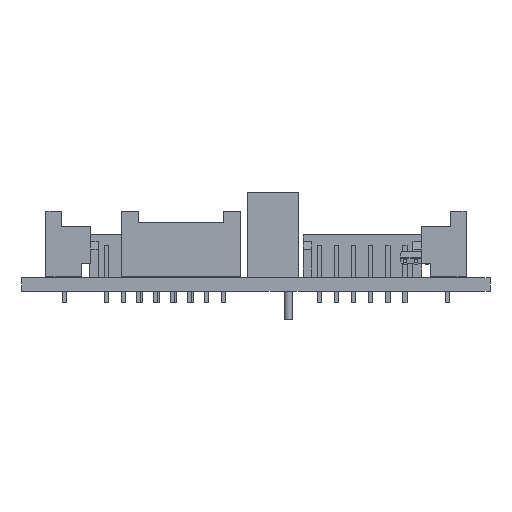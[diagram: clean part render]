
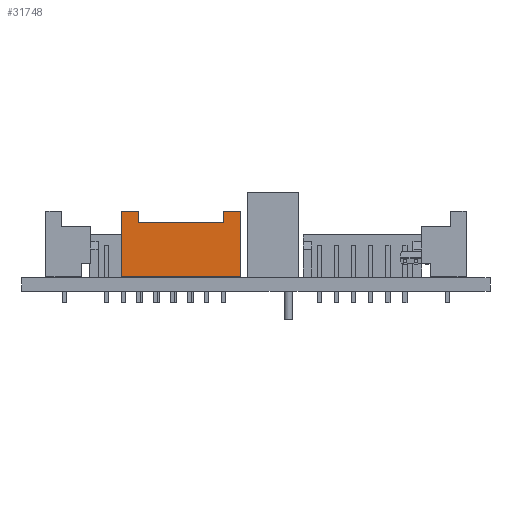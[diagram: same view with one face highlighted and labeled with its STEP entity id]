
A CAD part, front view. The second image highlights one B-rep face of the part: STEP entity #31748.
In plain terms, the highlighted face is planar.
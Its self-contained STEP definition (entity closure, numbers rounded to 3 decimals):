
#29355 = PLANE('',#29356);
#29356 = AXIS2_PLACEMENT_3D('',#29357,#29358,#29359);
#29357 = CARTESIAN_POINT('',(-7.,3.85,3.1));
#29358 = DIRECTION('',(0.,-1.,0.));
#29359 = DIRECTION('',(0.,0.,-1.));
#29786 = PLANE('',#29787);
#29787 = AXIS2_PLACEMENT_3D('',#29788,#29789,#29790);
#29788 = CARTESIAN_POINT('',(5.,2.55,-2.2));
#29789 = DIRECTION('',(1.,0.,0.));
#29790 = DIRECTION('',(0.,0.,-1.));
#29860 = PLANE('',#29861);
#29861 = AXIS2_PLACEMENT_3D('',#29862,#29863,#29864);
#29862 = CARTESIAN_POINT('',(-7.,3.85,3.1));
#29863 = DIRECTION('',(0.,-1.,0.));
#29864 = DIRECTION('',(0.,0.,-1.));
#29888 = PLANE('',#29889);
#29889 = AXIS2_PLACEMENT_3D('',#29890,#29891,#29892);
#29890 = CARTESIAN_POINT('',(-5.,2.55,-2.2));
#29891 = DIRECTION('',(-1.,0.,0.));
#29892 = DIRECTION('',(0.,0.,1.));
#29914 = PLANE('',#29915);
#29915 = AXIS2_PLACEMENT_3D('',#29916,#29917,#29918);
#29916 = CARTESIAN_POINT('',(-5.,2.55,-2.2));
#29917 = DIRECTION('',(0.,1.,0.));
#29918 = DIRECTION('',(0.,0.,1.));
#30502 = PLANE('',#30503);
#30503 = AXIS2_PLACEMENT_3D('',#30504,#30505,#30506);
#30504 = CARTESIAN_POINT('',(7.,-3.85,3.1));
#30505 = DIRECTION('',(-1.,0.,0.));
#30506 = DIRECTION('',(0.,0.,1.));
#30742 = PLANE('',#30743);
#30743 = AXIS2_PLACEMENT_3D('',#30744,#30745,#30746);
#30744 = CARTESIAN_POINT('',(-7.,-3.85,3.1));
#30745 = DIRECTION('',(1.,0.,0.));
#30746 = DIRECTION('',(0.,0.,-1.));
#30780 = VERTEX_POINT('',#30781);
#30781 = CARTESIAN_POINT('',(7.,3.85,-2.2));
#30806 = VERTEX_POINT('',#30807);
#30807 = CARTESIAN_POINT('',(5.,3.85,-2.2));
#30828 = EDGE_CURVE('',#30780,#30806,#30829,.T.);
#30829 = SURFACE_CURVE('',#30830,(#30834,#30841),.PCURVE_S1.);
#30830 = LINE('',#30831,#30832);
#30831 = CARTESIAN_POINT('',(-7.,3.85,-2.2));
#30832 = VECTOR('',#30833,1.);
#30833 = DIRECTION('',(-1.,0.,0.));
#30834 = PCURVE('',#29355,#30835);
#30835 = DEFINITIONAL_REPRESENTATION('',(#30836),#30840);
#30836 = LINE('',#30837,#30838);
#30837 = CARTESIAN_POINT('',(5.3,0.));
#30838 = VECTOR('',#30839,1.);
#30839 = DIRECTION('',(0.,-1.));
#30840 = ( GEOMETRIC_REPRESENTATION_CONTEXT(2) 
PARAMETRIC_REPRESENTATION_CONTEXT() REPRESENTATION_CONTEXT('2D SPACE',''
  ) );
#30841 = PCURVE('',#30842,#30847);
#30842 = PLANE('',#30843);
#30843 = AXIS2_PLACEMENT_3D('',#30844,#30845,#30846);
#30844 = CARTESIAN_POINT('',(-7.,3.85,-2.2));
#30845 = DIRECTION('',(0.,0.,-1.));
#30846 = DIRECTION('',(-1.,0.,0.));
#30847 = DEFINITIONAL_REPRESENTATION('',(#30848),#30852);
#30848 = LINE('',#30849,#30850);
#30849 = CARTESIAN_POINT('',(0.,0.));
#30850 = VECTOR('',#30851,1.);
#30851 = DIRECTION('',(1.,0.));
#30852 = ( GEOMETRIC_REPRESENTATION_CONTEXT(2) 
PARAMETRIC_REPRESENTATION_CONTEXT() REPRESENTATION_CONTEXT('2D SPACE',''
  ) );
#30872 = VERTEX_POINT('',#30873);
#30873 = CARTESIAN_POINT('',(-5.,2.55,-2.2));
#30896 = VERTEX_POINT('',#30897);
#30897 = CARTESIAN_POINT('',(5.,2.55,-2.2));
#30918 = EDGE_CURVE('',#30896,#30872,#30919,.T.);
#30919 = SURFACE_CURVE('',#30920,(#30924,#30931),.PCURVE_S1.);
#30920 = LINE('',#30921,#30922);
#30921 = CARTESIAN_POINT('',(-5.,2.55,-2.2));
#30922 = VECTOR('',#30923,1.);
#30923 = DIRECTION('',(-1.,0.,0.));
#30924 = PCURVE('',#29914,#30925);
#30925 = DEFINITIONAL_REPRESENTATION('',(#30926),#30930);
#30926 = LINE('',#30927,#30928);
#30927 = CARTESIAN_POINT('',(0.,0.));
#30928 = VECTOR('',#30929,1.);
#30929 = DIRECTION('',(0.,-1.));
#30930 = ( GEOMETRIC_REPRESENTATION_CONTEXT(2) 
PARAMETRIC_REPRESENTATION_CONTEXT() REPRESENTATION_CONTEXT('2D SPACE',''
  ) );
#30931 = PCURVE('',#30842,#30932);
#30932 = DEFINITIONAL_REPRESENTATION('',(#30933),#30937);
#30933 = LINE('',#30934,#30935);
#30934 = CARTESIAN_POINT('',(-2.,-1.3));
#30935 = VECTOR('',#30936,1.);
#30936 = DIRECTION('',(1.,0.));
#30937 = ( GEOMETRIC_REPRESENTATION_CONTEXT(2) 
PARAMETRIC_REPRESENTATION_CONTEXT() REPRESENTATION_CONTEXT('2D SPACE',''
  ) );
#30943 = EDGE_CURVE('',#30896,#30806,#30944,.T.);
#30944 = SURFACE_CURVE('',#30945,(#30949,#30956),.PCURVE_S1.);
#30945 = LINE('',#30946,#30947);
#30946 = CARTESIAN_POINT('',(5.,2.55,-2.2));
#30947 = VECTOR('',#30948,1.);
#30948 = DIRECTION('',(0.,1.,0.));
#30949 = PCURVE('',#29786,#30950);
#30950 = DEFINITIONAL_REPRESENTATION('',(#30951),#30955);
#30951 = LINE('',#30952,#30953);
#30952 = CARTESIAN_POINT('',(0.,0.));
#30953 = VECTOR('',#30954,1.);
#30954 = DIRECTION('',(0.,1.));
#30955 = ( GEOMETRIC_REPRESENTATION_CONTEXT(2) 
PARAMETRIC_REPRESENTATION_CONTEXT() REPRESENTATION_CONTEXT('2D SPACE',''
  ) );
#30956 = PCURVE('',#30842,#30957);
#30957 = DEFINITIONAL_REPRESENTATION('',(#30958),#30962);
#30958 = LINE('',#30959,#30960);
#30959 = CARTESIAN_POINT('',(-12.,-1.3));
#30960 = VECTOR('',#30961,1.);
#30961 = DIRECTION('',(0.,1.));
#30962 = ( GEOMETRIC_REPRESENTATION_CONTEXT(2) 
PARAMETRIC_REPRESENTATION_CONTEXT() REPRESENTATION_CONTEXT('2D SPACE',''
  ) );
#30994 = VERTEX_POINT('',#30995);
#30995 = CARTESIAN_POINT('',(-7.,3.85,-2.2));
#31016 = EDGE_CURVE('',#31017,#30994,#31019,.T.);
#31017 = VERTEX_POINT('',#31018);
#31018 = CARTESIAN_POINT('',(-5.,3.85,-2.2));
#31019 = SURFACE_CURVE('',#31020,(#31024,#31031),.PCURVE_S1.);
#31020 = LINE('',#31021,#31022);
#31021 = CARTESIAN_POINT('',(-7.,3.85,-2.2));
#31022 = VECTOR('',#31023,1.);
#31023 = DIRECTION('',(-1.,0.,0.));
#31024 = PCURVE('',#29860,#31025);
#31025 = DEFINITIONAL_REPRESENTATION('',(#31026),#31030);
#31026 = LINE('',#31027,#31028);
#31027 = CARTESIAN_POINT('',(5.3,0.));
#31028 = VECTOR('',#31029,1.);
#31029 = DIRECTION('',(0.,-1.));
#31030 = ( GEOMETRIC_REPRESENTATION_CONTEXT(2) 
PARAMETRIC_REPRESENTATION_CONTEXT() REPRESENTATION_CONTEXT('2D SPACE',''
  ) );
#31031 = PCURVE('',#30842,#31032);
#31032 = DEFINITIONAL_REPRESENTATION('',(#31033),#31037);
#31033 = LINE('',#31034,#31035);
#31034 = CARTESIAN_POINT('',(0.,0.));
#31035 = VECTOR('',#31036,1.);
#31036 = DIRECTION('',(1.,0.));
#31037 = ( GEOMETRIC_REPRESENTATION_CONTEXT(2) 
PARAMETRIC_REPRESENTATION_CONTEXT() REPRESENTATION_CONTEXT('2D SPACE',''
  ) );
#31067 = EDGE_CURVE('',#30872,#31017,#31068,.T.);
#31068 = SURFACE_CURVE('',#31069,(#31073,#31080),.PCURVE_S1.);
#31069 = LINE('',#31070,#31071);
#31070 = CARTESIAN_POINT('',(-5.,2.55,-2.2));
#31071 = VECTOR('',#31072,1.);
#31072 = DIRECTION('',(0.,1.,0.));
#31073 = PCURVE('',#29888,#31074);
#31074 = DEFINITIONAL_REPRESENTATION('',(#31075),#31079);
#31075 = LINE('',#31076,#31077);
#31076 = CARTESIAN_POINT('',(0.,0.));
#31077 = VECTOR('',#31078,1.);
#31078 = DIRECTION('',(0.,1.));
#31079 = ( GEOMETRIC_REPRESENTATION_CONTEXT(2) 
PARAMETRIC_REPRESENTATION_CONTEXT() REPRESENTATION_CONTEXT('2D SPACE',''
  ) );
#31080 = PCURVE('',#30842,#31081);
#31081 = DEFINITIONAL_REPRESENTATION('',(#31082),#31086);
#31082 = LINE('',#31083,#31084);
#31083 = CARTESIAN_POINT('',(-2.,-1.3));
#31084 = VECTOR('',#31085,1.);
#31085 = DIRECTION('',(0.,1.));
#31086 = ( GEOMETRIC_REPRESENTATION_CONTEXT(2) 
PARAMETRIC_REPRESENTATION_CONTEXT() REPRESENTATION_CONTEXT('2D SPACE',''
  ) );
#31144 = EDGE_CURVE('',#31145,#30780,#31147,.T.);
#31145 = VERTEX_POINT('',#31146);
#31146 = CARTESIAN_POINT('',(7.,-3.85,-2.2));
#31147 = SURFACE_CURVE('',#31148,(#31152,#31159),.PCURVE_S1.);
#31148 = LINE('',#31149,#31150);
#31149 = CARTESIAN_POINT('',(7.,-3.85,-2.2));
#31150 = VECTOR('',#31151,1.);
#31151 = DIRECTION('',(0.,1.,0.));
#31152 = PCURVE('',#30502,#31153);
#31153 = DEFINITIONAL_REPRESENTATION('',(#31154),#31158);
#31154 = LINE('',#31155,#31156);
#31155 = CARTESIAN_POINT('',(-5.3,0.));
#31156 = VECTOR('',#31157,1.);
#31157 = DIRECTION('',(0.,1.));
#31158 = ( GEOMETRIC_REPRESENTATION_CONTEXT(2) 
PARAMETRIC_REPRESENTATION_CONTEXT() REPRESENTATION_CONTEXT('2D SPACE',''
  ) );
#31159 = PCURVE('',#30842,#31160);
#31160 = DEFINITIONAL_REPRESENTATION('',(#31161),#31165);
#31161 = LINE('',#31162,#31163);
#31162 = CARTESIAN_POINT('',(-14.,-7.7));
#31163 = VECTOR('',#31164,1.);
#31164 = DIRECTION('',(0.,1.));
#31165 = ( GEOMETRIC_REPRESENTATION_CONTEXT(2) 
PARAMETRIC_REPRESENTATION_CONTEXT() REPRESENTATION_CONTEXT('2D SPACE',''
  ) );
#31183 = PLANE('',#31184);
#31184 = AXIS2_PLACEMENT_3D('',#31185,#31186,#31187);
#31185 = CARTESIAN_POINT('',(-7.,-3.85,3.1));
#31186 = DIRECTION('',(0.,1.,0.));
#31187 = DIRECTION('',(0.,0.,1.));
#31505 = EDGE_CURVE('',#30994,#31506,#31508,.T.);
#31506 = VERTEX_POINT('',#31507);
#31507 = CARTESIAN_POINT('',(-7.,-3.85,-2.2));
#31508 = SURFACE_CURVE('',#31509,(#31513,#31520),.PCURVE_S1.);
#31509 = LINE('',#31510,#31511);
#31510 = CARTESIAN_POINT('',(-7.,-3.85,-2.2));
#31511 = VECTOR('',#31512,1.);
#31512 = DIRECTION('',(0.,-1.,0.));
#31513 = PCURVE('',#30742,#31514);
#31514 = DEFINITIONAL_REPRESENTATION('',(#31515),#31519);
#31515 = LINE('',#31516,#31517);
#31516 = CARTESIAN_POINT('',(5.3,0.));
#31517 = VECTOR('',#31518,1.);
#31518 = DIRECTION('',(0.,-1.));
#31519 = ( GEOMETRIC_REPRESENTATION_CONTEXT(2) 
PARAMETRIC_REPRESENTATION_CONTEXT() REPRESENTATION_CONTEXT('2D SPACE',''
  ) );
#31520 = PCURVE('',#30842,#31521);
#31521 = DEFINITIONAL_REPRESENTATION('',(#31522),#31526);
#31522 = LINE('',#31523,#31524);
#31523 = CARTESIAN_POINT('',(0.,-7.7));
#31524 = VECTOR('',#31525,1.);
#31525 = DIRECTION('',(0.,-1.));
#31526 = ( GEOMETRIC_REPRESENTATION_CONTEXT(2) 
PARAMETRIC_REPRESENTATION_CONTEXT() REPRESENTATION_CONTEXT('2D SPACE',''
  ) );
#31748 = ADVANCED_FACE('',(#31749),#30842,.T.);
#31749 = FACE_BOUND('',#31750,.T.);
#31750 = EDGE_LOOP('',(#31751,#31752,#31753,#31754,#31755,#31756,#31777,
    #31778));
#31751 = ORIENTED_EDGE('',*,*,#31067,.F.);
#31752 = ORIENTED_EDGE('',*,*,#30918,.F.);
#31753 = ORIENTED_EDGE('',*,*,#30943,.T.);
#31754 = ORIENTED_EDGE('',*,*,#30828,.F.);
#31755 = ORIENTED_EDGE('',*,*,#31144,.F.);
#31756 = ORIENTED_EDGE('',*,*,#31757,.F.);
#31757 = EDGE_CURVE('',#31506,#31145,#31758,.T.);
#31758 = SURFACE_CURVE('',#31759,(#31763,#31770),.PCURVE_S1.);
#31759 = LINE('',#31760,#31761);
#31760 = CARTESIAN_POINT('',(-7.,-3.85,-2.2));
#31761 = VECTOR('',#31762,1.);
#31762 = DIRECTION('',(1.,0.,0.));
#31763 = PCURVE('',#30842,#31764);
#31764 = DEFINITIONAL_REPRESENTATION('',(#31765),#31769);
#31765 = LINE('',#31766,#31767);
#31766 = CARTESIAN_POINT('',(0.,-7.7));
#31767 = VECTOR('',#31768,1.);
#31768 = DIRECTION('',(-1.,0.));
#31769 = ( GEOMETRIC_REPRESENTATION_CONTEXT(2) 
PARAMETRIC_REPRESENTATION_CONTEXT() REPRESENTATION_CONTEXT('2D SPACE',''
  ) );
#31770 = PCURVE('',#31183,#31771);
#31771 = DEFINITIONAL_REPRESENTATION('',(#31772),#31776);
#31772 = LINE('',#31773,#31774);
#31773 = CARTESIAN_POINT('',(-5.3,0.));
#31774 = VECTOR('',#31775,1.);
#31775 = DIRECTION('',(0.,1.));
#31776 = ( GEOMETRIC_REPRESENTATION_CONTEXT(2) 
PARAMETRIC_REPRESENTATION_CONTEXT() REPRESENTATION_CONTEXT('2D SPACE',''
  ) );
#31777 = ORIENTED_EDGE('',*,*,#31505,.F.);
#31778 = ORIENTED_EDGE('',*,*,#31016,.F.);
